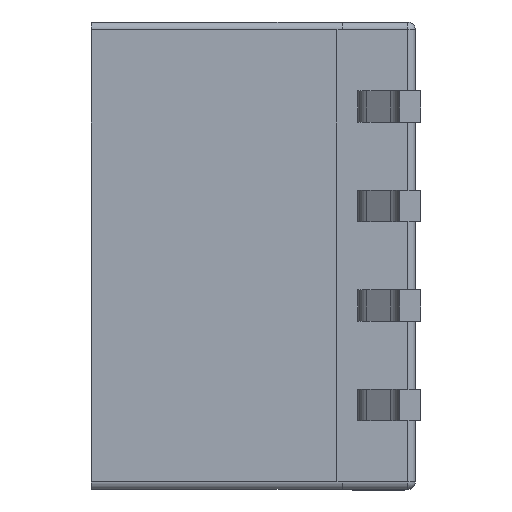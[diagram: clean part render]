
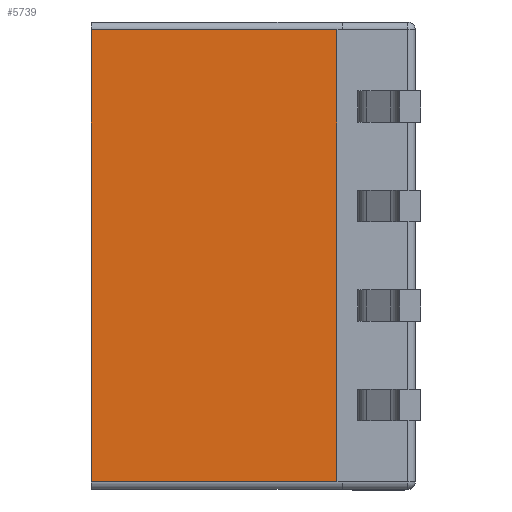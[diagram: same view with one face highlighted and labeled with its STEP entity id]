
A CAD part, left-side view. The second image highlights one B-rep face of the part: STEP entity #5739.
In plain terms, the highlighted face is planar.
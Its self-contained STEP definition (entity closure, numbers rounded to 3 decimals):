
#454=PLANE('',#6207);
#768=FACE_OUTER_BOUND('',#1093,.T.);
#1093=EDGE_LOOP('',(#5337,#5338,#5339,#5340));
#1687=LINE('',#9739,#2294);
#1692=LINE('',#9752,#2299);
#1695=LINE('',#9764,#2302);
#1708=LINE('',#9793,#2315);
#2294=VECTOR('',#7537,10.);
#2299=VECTOR('',#7550,10.);
#2302=VECTOR('',#7561,10.);
#2315=VECTOR('',#7594,10.);
#2927=VERTEX_POINT('',#9730);
#2931=VERTEX_POINT('',#9737);
#2935=VERTEX_POINT('',#9751);
#2940=VERTEX_POINT('',#9763);
#3719=EDGE_CURVE('',#2931,#2927,#1687,.T.);
#3725=EDGE_CURVE('',#2927,#2935,#1692,.T.);
#3731=EDGE_CURVE('',#2935,#2940,#1695,.T.);
#3746=EDGE_CURVE('',#2931,#2940,#1708,.T.);
#5337=ORIENTED_EDGE('',*,*,#3719,.F.);
#5338=ORIENTED_EDGE('',*,*,#3746,.T.);
#5339=ORIENTED_EDGE('',*,*,#3731,.F.);
#5340=ORIENTED_EDGE('',*,*,#3725,.F.);
#5739=ADVANCED_FACE('',(#768),#454,.T.);
#6207=AXIS2_PLACEMENT_3D('',#9794,#7595,#7596);
#7537=DIRECTION('',(0.,1.,0.));
#7550=DIRECTION('',(-1.,0.,0.));
#7561=DIRECTION('',(0.,-1.,0.));
#7594=DIRECTION('',(-1.,0.,0.));
#7595=DIRECTION('center_axis',(0.,0.,-1.));
#7596=DIRECTION('ref_axis',(-1.,0.,0.));
#9730=CARTESIAN_POINT('',(8.65,9.4,-8.95));
#9737=CARTESIAN_POINT('',(8.65,0.,-8.95));
#9739=CARTESIAN_POINT('',(8.65,0.,-8.95));
#9751=CARTESIAN_POINT('',(-8.65,9.4,-8.95));
#9752=CARTESIAN_POINT('',(8.95,9.4,-8.95));
#9763=CARTESIAN_POINT('',(-8.65,0.,-8.95));
#9764=CARTESIAN_POINT('',(-8.65,0.,-8.95));
#9793=CARTESIAN_POINT('',(8.95,0.,-8.95));
#9794=CARTESIAN_POINT('Origin',(8.95,0.,-8.95));
